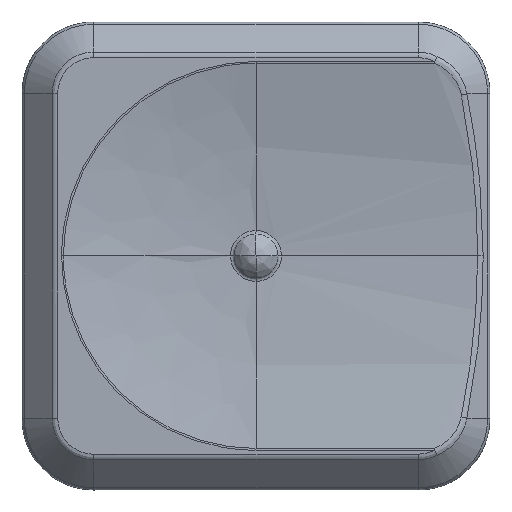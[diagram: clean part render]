
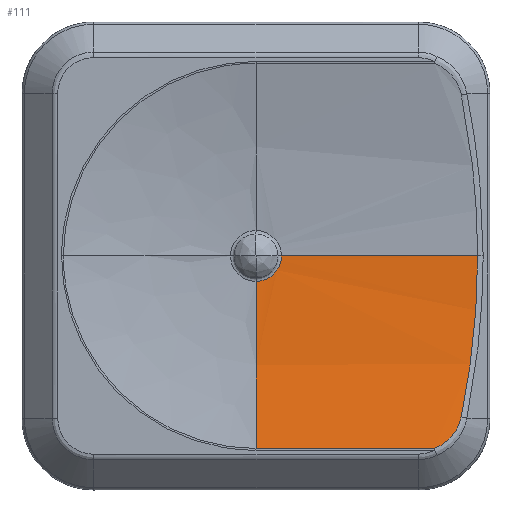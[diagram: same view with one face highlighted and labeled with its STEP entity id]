
A CAD part, top view. The second image highlights one B-rep face of the part: STEP entity #111.
In plain terms, the highlighted free-form (B-spline) face has degree [2, 1] with [3, 2] control points.
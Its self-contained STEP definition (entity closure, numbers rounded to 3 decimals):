
#111=ADVANCED_FACE('',(#213),#1473,.T.);
#213=FACE_OUTER_BOUND('',#318,.T.);
#318=EDGE_LOOP('',(#753,#754,#755,#756,#757,#758));
#753=ORIENTED_EDGE('',*,*,#997,.F.);
#754=ORIENTED_EDGE('',*,*,#1002,.T.);
#755=ORIENTED_EDGE('',*,*,#798,.F.);
#756=ORIENTED_EDGE('',*,*,#789,.F.);
#757=ORIENTED_EDGE('',*,*,#1001,.F.);
#758=ORIENTED_EDGE('',*,*,#1014,.T.);
#789=EDGE_CURVE('',#1249,#1250,#1124,.T.);
#798=EDGE_CURVE('',#1250,#1257,#1132,.T.);
#997=EDGE_CURVE('',#1356,#1371,#1227,.T.);
#1001=EDGE_CURVE('',#1374,#1249,#1231,.T.);
#1002=EDGE_CURVE('',#1356,#1257,#1232,.T.);
#1014=EDGE_CURVE('',#1374,#1371,#1244,.T.);
#1124=(
BOUNDED_CURVE()
B_SPLINE_CURVE(3,(#2467,#2468,#2469,#2470,#2471,#2472,#2473),
 .UNSPECIFIED.,.F.,.F.)
B_SPLINE_CURVE_WITH_KNOTS((4,3,4),(-6.37,-2.19,
-0.037),.UNSPECIFIED.)
CURVE()
GEOMETRIC_REPRESENTATION_ITEM()
RATIONAL_B_SPLINE_CURVE((1.,1.,1.,1.,1.,1.,1.))
REPRESENTATION_ITEM('')
);
#1132=(
BOUNDED_CURVE()
B_SPLINE_CURVE(3,(#2513,#2514,#2515,#2516,#2517),.UNSPECIFIED.,.F.,.F.)
B_SPLINE_CURVE_WITH_KNOTS((4,1,4),(0.,0.861,1.719),
 .UNSPECIFIED.)
CURVE()
GEOMETRIC_REPRESENTATION_ITEM()
RATIONAL_B_SPLINE_CURVE((1.,1.,1.,1.,1.))
REPRESENTATION_ITEM('')
);
#1227=(
BOUNDED_CURVE()
B_SPLINE_CURVE(2,(#3142,#3143,#3144),.UNSPECIFIED.,.F.,.F.)
B_SPLINE_CURVE_WITH_KNOTS((3,3),(0.092,6.538),
 .UNSPECIFIED.)
CURVE()
GEOMETRIC_REPRESENTATION_ITEM()
RATIONAL_B_SPLINE_CURVE((1.,1.,1.))
REPRESENTATION_ITEM('')
);
#1231=(
BOUNDED_CURVE()
B_SPLINE_CURVE(1,(#3154,#3155),.UNSPECIFIED.,.F.,.F.)
B_SPLINE_CURVE_WITH_KNOTS((2,2),(0.,7.55),.UNSPECIFIED.)
CURVE()
GEOMETRIC_REPRESENTATION_ITEM()
RATIONAL_B_SPLINE_CURVE((1.,1.))
REPRESENTATION_ITEM('')
);
#1232=(
BOUNDED_CURVE()
B_SPLINE_CURVE(1,(#3156,#3157),.UNSPECIFIED.,.F.,.F.)
B_SPLINE_CURVE_WITH_KNOTS((2,2),(0.,6.869),.UNSPECIFIED.)
CURVE()
GEOMETRIC_REPRESENTATION_ITEM()
RATIONAL_B_SPLINE_CURVE((1.,1.))
REPRESENTATION_ITEM('')
);
#1244=(
BOUNDED_CURVE()
B_SPLINE_CURVE(3,(#3191,#3192,#3193,#3194,#3195,#3196,#3197,#3198,#3199,
#3200),.UNSPECIFIED.,.F.,.F.)
B_SPLINE_CURVE_WITH_KNOTS((4,2,2,2,4),(-1.543,-1.158,
-0.772,-0.386,0.),.UNSPECIFIED.)
CURVE()
GEOMETRIC_REPRESENTATION_ITEM()
RATIONAL_B_SPLINE_CURVE((1.,1.,1.,1.,1.,1.,1.,1.,
1.,1.))
REPRESENTATION_ITEM('')
);
#1249=VERTEX_POINT('',#2326);
#1250=VERTEX_POINT('',#2327);
#1257=VERTEX_POINT('',#2334);
#1356=VERTEX_POINT('',#2433);
#1371=VERTEX_POINT('',#2448);
#1374=VERTEX_POINT('',#2451);
#1473=(
BOUNDED_SURFACE()
B_SPLINE_SURFACE(2,1,((#2060,#2061),(#2062,#2063),(#2064,#2065)),
 .UNSPECIFIED.,.F.,.F.,.F.)
B_SPLINE_SURFACE_WITH_KNOTS((3,3),(2,2),(-7.517,-0.092),
(0.,14.63),.UNSPECIFIED.)
GEOMETRIC_REPRESENTATION_ITEM()
RATIONAL_B_SPLINE_SURFACE(((1.,1.),(1.,1.),(1.,1.)))
REPRESENTATION_ITEM('')
SURFACE()
);
#2060=CARTESIAN_POINT('',(90.24,-25.147,8.338));
#2061=CARTESIAN_POINT('',(104.869,-25.147,8.338));
#2062=CARTESIAN_POINT('',(90.24,-28.852,8.338));
#2063=CARTESIAN_POINT('',(104.869,-28.852,8.338));
#2064=CARTESIAN_POINT('',(90.24,-32.556,9.23));
#2065=CARTESIAN_POINT('',(104.869,-32.556,9.23));
#2326=CARTESIAN_POINT('',(98.765,-25.147,8.338));
#2327=CARTESIAN_POINT('',(98.137,-31.338,8.961));
#2334=CARTESIAN_POINT('',(97.108,-32.556,9.23));
#2433=CARTESIAN_POINT('',(90.24,-32.556,9.23));
#2448=CARTESIAN_POINT('',(90.24,-26.124,8.353));
#2451=CARTESIAN_POINT('',(91.216,-25.147,8.338));
#2467=CARTESIAN_POINT('',(98.765,-25.147,8.338));
#2468=CARTESIAN_POINT('',(98.766,-26.527,8.337));
#2469=CARTESIAN_POINT('',(98.671,-27.906,8.432));
#2470=CARTESIAN_POINT('',(98.488,-29.262,8.613));
#2471=CARTESIAN_POINT('',(98.393,-29.961,8.706));
#2472=CARTESIAN_POINT('',(98.276,-30.654,8.823));
#2473=CARTESIAN_POINT('',(98.137,-31.338,8.961));
#2513=CARTESIAN_POINT('',(98.137,-31.338,8.961));
#2514=CARTESIAN_POINT('',(98.083,-31.608,9.015));
#2515=CARTESIAN_POINT('',(97.835,-32.117,9.125));
#2516=CARTESIAN_POINT('',(97.37,-32.454,9.205));
#2517=CARTESIAN_POINT('',(97.108,-32.556,9.23));
#3142=CARTESIAN_POINT('',(90.24,-32.556,9.23));
#3143=CARTESIAN_POINT('',(90.24,-29.34,8.455));
#3144=CARTESIAN_POINT('',(90.24,-26.124,8.353));
#3154=CARTESIAN_POINT('',(91.216,-25.147,8.338));
#3155=CARTESIAN_POINT('',(98.765,-25.147,8.338));
#3156=CARTESIAN_POINT('',(90.24,-32.556,9.23));
#3157=CARTESIAN_POINT('',(97.108,-32.556,9.23));
#3191=CARTESIAN_POINT('',(91.216,-25.147,8.338));
#3192=CARTESIAN_POINT('',(91.216,-25.275,8.338));
#3193=CARTESIAN_POINT('',(91.191,-25.403,8.339));
#3194=CARTESIAN_POINT('',(91.093,-25.639,8.342));
#3195=CARTESIAN_POINT('',(91.02,-25.747,8.344));
#3196=CARTESIAN_POINT('',(90.84,-25.928,8.348));
#3197=CARTESIAN_POINT('',(90.731,-26.,8.35));
#3198=CARTESIAN_POINT('',(90.495,-26.098,8.352));
#3199=CARTESIAN_POINT('',(90.367,-26.124,8.353));
#3200=CARTESIAN_POINT('',(90.24,-26.124,8.353));
